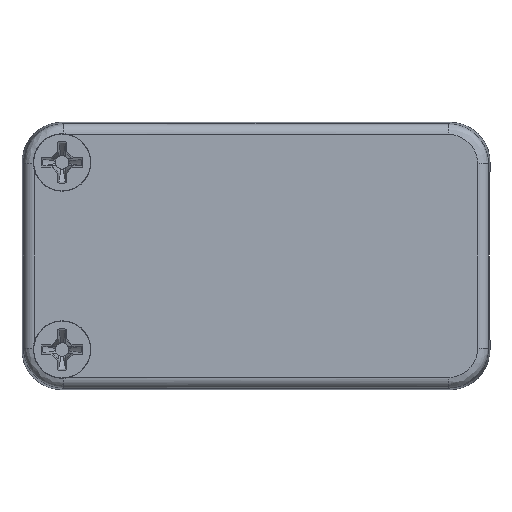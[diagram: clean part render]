
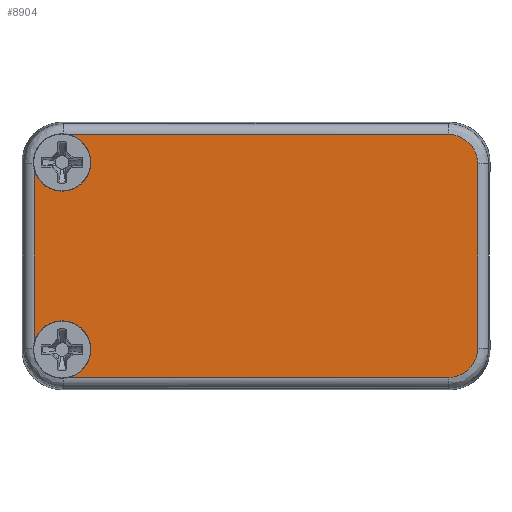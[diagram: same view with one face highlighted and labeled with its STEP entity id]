
A CAD part, front view. The second image highlights one B-rep face of the part: STEP entity #8904.
In plain terms, the highlighted planar face has unit normal (0, -1, 0).
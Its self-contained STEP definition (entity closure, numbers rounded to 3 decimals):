
#156=ELLIPSE('',#9338,2.201,2.2);
#157=ELLIPSE('',#9339,2.201,2.2);
#220=CIRCLE('',#9336,2.15);
#221=CIRCLE('',#9337,2.15);
#1013=FACE_OUTER_BOUND('',#1545,.T.);
#1545=EDGE_LOOP('',(#7068,#7069,#7070,#7071,#7072,#7073,#7074,#7075));
#2325=LINE('',#14614,#3196);
#2326=LINE('',#14618,#3197);
#2327=LINE('',#14622,#3198);
#2328=LINE('',#14625,#3199);
#3196=VECTOR('',#10568,12.937);
#3197=VECTOR('',#10571,28.352);
#3198=VECTOR('',#10574,13.767);
#3199=VECTOR('',#10577,28.352);
#4031=VERTEX_POINT('',#14610);
#4032=VERTEX_POINT('',#14611);
#4033=VERTEX_POINT('',#14613);
#4034=VERTEX_POINT('',#14615);
#4035=VERTEX_POINT('',#14617);
#4036=VERTEX_POINT('',#14619);
#4037=VERTEX_POINT('',#14621);
#4038=VERTEX_POINT('',#14623);
#5103=EDGE_CURVE('',#4031,#4032,#220,.T.);
#5104=EDGE_CURVE('',#4033,#4032,#2325,.T.);
#5105=EDGE_CURVE('',#4033,#4034,#221,.T.);
#5106=EDGE_CURVE('',#4035,#4034,#2326,.T.);
#5107=EDGE_CURVE('',#4036,#4035,#156,.T.);
#5108=EDGE_CURVE('',#4037,#4036,#2327,.T.);
#5109=EDGE_CURVE('',#4038,#4037,#157,.T.);
#5110=EDGE_CURVE('',#4031,#4038,#2328,.T.);
#7068=ORIENTED_EDGE('',*,*,#5103,.T.);
#7069=ORIENTED_EDGE('',*,*,#5104,.F.);
#7070=ORIENTED_EDGE('',*,*,#5105,.T.);
#7071=ORIENTED_EDGE('',*,*,#5106,.F.);
#7072=ORIENTED_EDGE('',*,*,#5107,.F.);
#7073=ORIENTED_EDGE('',*,*,#5108,.F.);
#7074=ORIENTED_EDGE('',*,*,#5109,.F.);
#7075=ORIENTED_EDGE('',*,*,#5110,.F.);
#8544=PLANE('',#9335);
#8904=ADVANCED_FACE('',(#1013),#8544,.T.);
#9335=AXIS2_PLACEMENT_3D('',#14609,#10564,#10565);
#9336=AXIS2_PLACEMENT_3D('',#14612,#10566,#10567);
#9337=AXIS2_PLACEMENT_3D('',#14616,#10569,#10570);
#9338=AXIS2_PLACEMENT_3D('',#14620,#10572,#10573);
#9339=AXIS2_PLACEMENT_3D('',#14624,#10575,#10576);
#10564=DIRECTION('center_axis',(0.,-1.,0.));
#10565=DIRECTION('ref_axis',(0.,0.,-1.));
#10566=DIRECTION('center_axis',(0.,1.,0.));
#10567=DIRECTION('ref_axis',(1.,0.,0.));
#10568=DIRECTION('',(0.,0.,1.));
#10569=DIRECTION('center_axis',(0.,1.,0.));
#10570=DIRECTION('ref_axis',(1.,0.,0.));
#10571=DIRECTION('',(-1.,0.,0.));
#10572=DIRECTION('center_axis',(0.,1.,0.));
#10573=DIRECTION('ref_axis',(0.707,0.,-0.707));
#10574=DIRECTION('',(0.,0.,-1.));
#10575=DIRECTION('center_axis',(0.,1.,0.));
#10576=DIRECTION('ref_axis',(0.707,0.,0.707));
#10577=DIRECTION('',(1.,0.,0.));
#14609=CARTESIAN_POINT('Origin',(0.,-7.5,0.));
#14610=CARTESIAN_POINT('',(-13.969,-7.5,9.083));
#14611=CARTESIAN_POINT('',(-16.583,-7.5,6.469));
#14612=CARTESIAN_POINT('Origin',(-14.5,-7.5,7.));
#14613=CARTESIAN_POINT('',(-16.583,-7.5,-6.469));
#14614=CARTESIAN_POINT('',(-16.583,-7.5,-5.));
#14615=CARTESIAN_POINT('',(-13.969,-7.5,-9.083));
#14616=CARTESIAN_POINT('Origin',(-14.5,-7.5,-7.));
#14617=CARTESIAN_POINT('',(14.383,-7.5,-9.083));
#14618=CARTESIAN_POINT('',(8.75,-7.5,-9.083));
#14619=CARTESIAN_POINT('',(16.583,-7.5,-6.883));
#14620=CARTESIAN_POINT('Origin',(14.383,-7.5,-6.883));
#14621=CARTESIAN_POINT('',(16.583,-7.5,6.883));
#14622=CARTESIAN_POINT('',(16.583,-7.5,5.));
#14623=CARTESIAN_POINT('',(14.383,-7.5,9.083));
#14624=CARTESIAN_POINT('Origin',(14.383,-7.5,6.883));
#14625=CARTESIAN_POINT('',(-8.75,-7.5,9.083));
